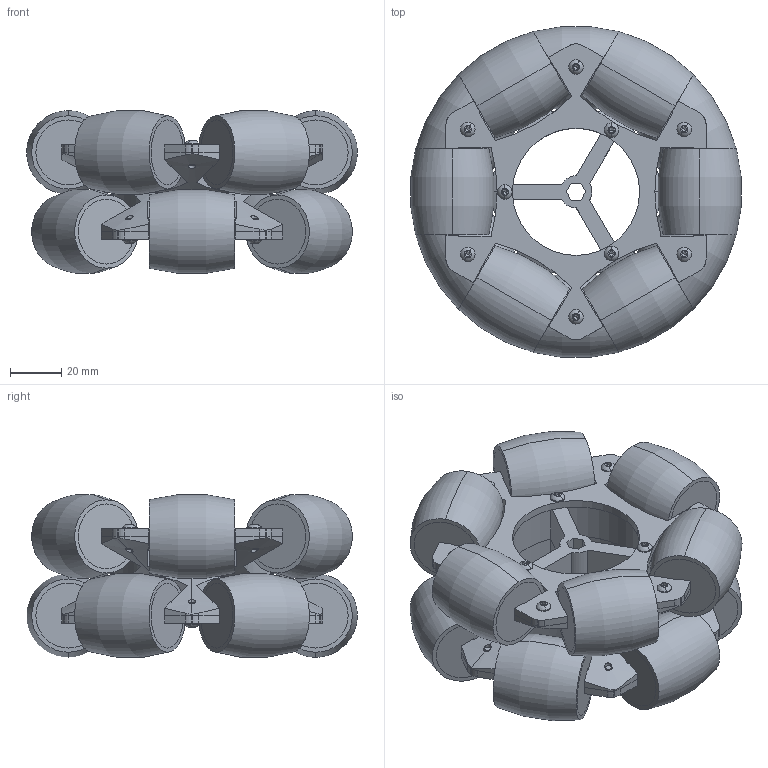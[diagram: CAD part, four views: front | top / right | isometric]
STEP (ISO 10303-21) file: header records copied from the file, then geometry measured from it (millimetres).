
FILE_DESCRIPTION (( 'STEP AP203' ), '1' );
FILE_NAME ('Omni-wheel 12 v2.STEP', '2023-09-14T08:21:29', ( '' ), ( '' ), 'SwSTEP 2.0', 'SolidWorks 2020', '' );
FILE_SCHEMA (( 'CONFIG_CONTROL_DESIGN' ));
Length unit declared in the file: millimetre
Products named in the file (13): Omni wheel half 12; Metric button hex socket screw_ISO 7380 - M3 x 8 --- 8C; Disk 12_Disk; Disk 12_Disk, mating; Disk 12_Hub, mating; Roller core 12; Disk 12_Hub (nuts); Shaft; Metric button hex socket screw_ISO 7380 - M3 x 6 --- 6C; Omni wheel half 12_Mating; Omni-wheel 12 v2; Roller skin 12; Metric button hex socket screw_ISO 7380 - M3 x 24 --- 24C
Assembly tree (60 placements, depth 3):
  Omni-wheel 12 v2
    Omni wheel half 12
      Roller core 12  x6
      Roller skin 12  x6
      Shaft  x6
      Disk 12_Hub (nuts)
      Disk 12_Disk
      Metric button hex socket screw_ISO 7380 - M3 x 8 --- 8C  x6
    Omni wheel half 12_Mating
      Roller core 12  x6
      Roller skin 12  x6
      Shaft  x6
      Disk 12_Hub, mating
      Disk 12_Disk, mating
      Metric button hex socket screw_ISO 7380 - M3 x 8 --- 8C  x6
    Metric button hex socket screw_ISO 7380 - M3 x 6 --- 6C  x3
    Metric button hex socket screw_ISO 7380 - M3 x 24 --- 24C  x3
Bounding box: 129.43 x 129.43 x 63.62 mm (x, y, z)
Volume: 402664.4 mm3; surface area: 190372.2 mm2
Topology: 58 solids, 58 shells, 1240 faces, 3104 edges, 1976 vertices
Faces by surface type: plane 614, cylinder 406, torus 108, cone 76, sphere 36
Entity records: 25451 total; most frequent: CARTESIAN_POINT 4975, DIRECTION 3782, ORIENTED_EDGE 3736, EDGE_CURVE 1868, AXIS2_PLACEMENT_3D 1346, VERTEX_POINT 1231, VECTOR 1090, LINE 1090
